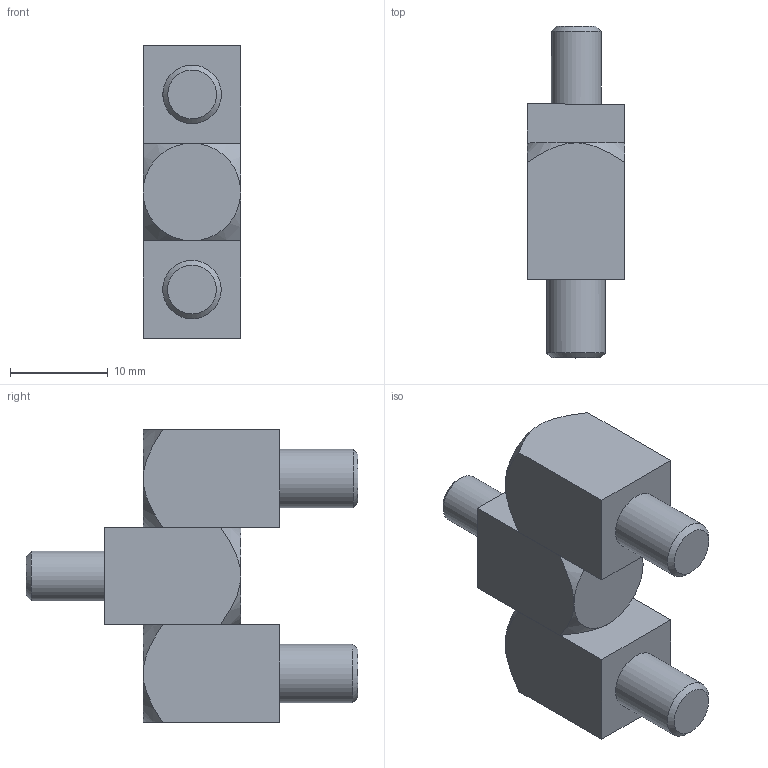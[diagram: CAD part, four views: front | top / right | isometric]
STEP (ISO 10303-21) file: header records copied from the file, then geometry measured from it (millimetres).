
FILE_DESCRIPTION( ( 'STEP AP203' ), '1' );
FILE_NAME( '090.M.F.step', '2006-11-29T15:32:49', ( ' ' ), ( ' ' ), 'XStep 1.0', ' ', ' ' );
FILE_SCHEMA( ( 'CONFIG_CONTROL_DESIGN' ) );
Length unit declared in the file: millimetre
Products named in the file (4): 1; 2; 3; 4
Bounding box: 10.03 x 34.01 x 30 mm (x, y, z)
Volume: 4722.6 mm3; surface area: 3298.5 mm2
Topology: 4 solids, 4 shells, 49 faces, 96 edges, 58 vertices
Faces by surface type: plane 23, cone 19, cylinder 7
Full cylindrical faces by diameter (mm): 5 x1, 5.1 x4, 6 x2
Entity records: 1520 total; most frequent: CARTESIAN_POINT 429, DIRECTION 192, ORIENTED_EDGE 158, AXIS2_PLACEMENT_3D 84, EDGE_CURVE 79, EDGE_LOOP 68, VERTEX_POINT 57, FACE_OUTER_BOUND 56
